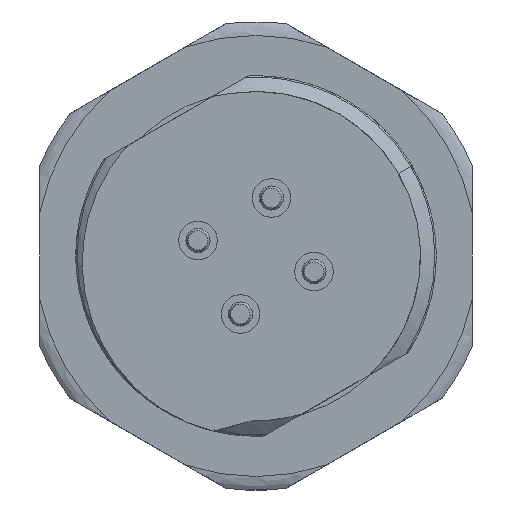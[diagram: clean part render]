
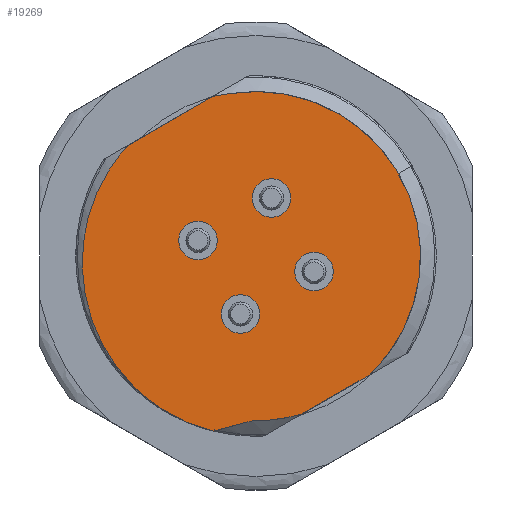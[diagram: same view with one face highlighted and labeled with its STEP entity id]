
A CAD part, front view. The second image highlights one B-rep face of the part: STEP entity #19269.
In plain terms, the highlighted planar face has unit normal (0, -1, 0).
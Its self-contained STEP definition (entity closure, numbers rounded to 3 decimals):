
#6465=CARTESIAN_POINT('',(0.,-7.,0.));
#6466=DIRECTION('',(0.,-1.,0.));
#6467=DIRECTION('',(-0.018,0.,-1.));
#6468=AXIS2_PLACEMENT_3D('',#6465,#6466,#6467);
#6551=CARTESIAN_POINT('',(-1.766,-7.,-7.289));
#6552=CARTESIAN_POINT('',(-1.981,-7.,-7.237));
#6553=CARTESIAN_POINT('',(-2.404,-7.,-7.114));
#6554=CARTESIAN_POINT('',(-3.021,-7.,-6.871));
#6555=CARTESIAN_POINT('',(-3.61,-7.,-6.572));
#6556=CARTESIAN_POINT('',(-4.164,-7.,-6.224));
#6557=CARTESIAN_POINT('',(-4.679,-7.,-5.829));
#6558=CARTESIAN_POINT('',(-4.981,-7.,-5.549));
#6559=CARTESIAN_POINT('',(-5.123,-7.,-5.404));
#6578=CARTESIAN_POINT('',(-5.123,-7.,-5.404));
#6579=CARTESIAN_POINT('',(-5.279,-7.,-5.246));
#6580=CARTESIAN_POINT('',(-5.574,-7.,-4.917));
#6581=CARTESIAN_POINT('',(-5.971,-7.,-4.386));
#6582=CARTESIAN_POINT('',(-6.317,-7.,-3.824));
#6583=CARTESIAN_POINT('',(-6.612,-7.,-3.234));
#6584=CARTESIAN_POINT('',(-6.852,-7.,-2.622));
#6585=CARTESIAN_POINT('',(-7.036,-7.,-1.993));
#6586=CARTESIAN_POINT('',(-7.163,-7.,-1.351));
#6587=CARTESIAN_POINT('',(-7.231,-7.,-0.702));
#6588=CARTESIAN_POINT('',(-7.241,-7.,-0.051));
#6589=CARTESIAN_POINT('',(-7.192,-7.,0.596));
#6590=CARTESIAN_POINT('',(-7.086,-7.,1.236));
#6591=CARTESIAN_POINT('',(-6.923,-7.,1.861));
#6592=CARTESIAN_POINT('',(-6.705,-7.,2.467));
#6593=CARTESIAN_POINT('',(-6.434,-7.,3.051));
#6594=CARTESIAN_POINT('',(-6.112,-7.,3.605));
#6595=CARTESIAN_POINT('',(-5.743,-7.,4.128));
#6596=CARTESIAN_POINT('',(-5.467,-7.,4.451));
#6597=CARTESIAN_POINT('',(-5.322,-7.,4.606));
#6599=DIRECTION('',(0.866,0.,0.5));
#6600=VECTOR('',#6599,4.069);
#6601=CARTESIAN_POINT('',(-5.322,-7.,4.606));
#6602=LINE('',#6601,#6600);
#6603=DIRECTION('',(-0.866,0.,-0.5));
#6604=VECTOR('',#6603,3.286);
#6605=CARTESIAN_POINT('',(4.748,-7.,-4.937));
#6606=LINE('',#6605,#6604);
#6607=DIRECTION('',(-0.966,0.,-0.259));
#6608=VECTOR('',#6607,1.701);
#6609=CARTESIAN_POINT('',(-0.123,-7.,-6.849));
#6610=LINE('',#6609,#6608);
#6611=CARTESIAN_POINT('',(-0.647,-7.,-2.415));
#6612=DIRECTION('',(0.,1.,0.));
#6613=DIRECTION('',(0.5,0.,-0.866));
#6614=AXIS2_PLACEMENT_3D('',#6611,#6612,#6613);
#6616=CARTESIAN_POINT('',(-0.647,-7.,-2.415));
#6617=DIRECTION('',(0.,1.,0.));
#6618=DIRECTION('',(-0.5,0.,0.866));
#6619=AXIS2_PLACEMENT_3D('',#6616,#6617,#6618);
#6621=CARTESIAN_POINT('',(2.415,-7.,-0.647));
#6622=DIRECTION('',(0.,1.,0.));
#6623=DIRECTION('',(0.5,0.,-0.866));
#6624=AXIS2_PLACEMENT_3D('',#6621,#6622,#6623);
#6626=CARTESIAN_POINT('',(2.415,-7.,-0.647));
#6627=DIRECTION('',(0.,1.,0.));
#6628=DIRECTION('',(-0.5,0.,0.866));
#6629=AXIS2_PLACEMENT_3D('',#6626,#6627,#6628);
#6631=CARTESIAN_POINT('',(0.647,-7.,2.415));
#6632=DIRECTION('',(0.,1.,0.));
#6633=DIRECTION('',(0.5,0.,-0.866));
#6634=AXIS2_PLACEMENT_3D('',#6631,#6632,#6633);
#6636=CARTESIAN_POINT('',(0.647,-7.,2.415));
#6637=DIRECTION('',(0.,1.,0.));
#6638=DIRECTION('',(-0.5,0.,0.866));
#6639=AXIS2_PLACEMENT_3D('',#6636,#6637,#6638);
#6641=CARTESIAN_POINT('',(-2.415,-7.,0.647));
#6642=DIRECTION('',(0.,1.,0.));
#6643=DIRECTION('',(0.5,0.,-0.866));
#6644=AXIS2_PLACEMENT_3D('',#6641,#6642,#6643);
#6646=CARTESIAN_POINT('',(-2.415,-7.,0.647));
#6647=DIRECTION('',(0.,1.,0.));
#6648=DIRECTION('',(-0.5,0.,0.866));
#6649=AXIS2_PLACEMENT_3D('',#6646,#6647,#6648);
#6662=CARTESIAN_POINT('',(-1.798,-7.,6.641));
#6663=CARTESIAN_POINT('',(-1.715,-7.,6.66));
#6664=CARTESIAN_POINT('',(-1.548,-7.,6.695));
#6665=CARTESIAN_POINT('',(-1.296,-7.,6.738));
#6666=CARTESIAN_POINT('',(-1.127,-7.,6.761));
#6667=CARTESIAN_POINT('',(-1.042,-7.,6.77));
#7836=CARTESIAN_POINT('',(0.,-7.,0.));
#7837=DIRECTION('',(0.,-1.,0.));
#7838=DIRECTION('',(0.693,0.,-0.721));
#7839=AXIS2_PLACEMENT_3D('',#7836,#7837,#7838);
#7841=CARTESIAN_POINT('',(-1.042,-7.,6.77));
#8610=CARTESIAN_POINT('',(-5.322,-7.,4.606));
#8611=CARTESIAN_POINT('',(-1.798,-7.,6.641));
#8612=VERTEX_POINT('',#8610);
#8613=VERTEX_POINT('',#8611);
#8614=CARTESIAN_POINT('',(4.748,-7.,-4.937));
#8615=CARTESIAN_POINT('',(1.902,-7.,-6.581));
#8616=VERTEX_POINT('',#8614);
#8617=VERTEX_POINT('',#8615);
#8714=VERTEX_POINT('',#7841);
#8720=CARTESIAN_POINT('',(-0.123,-7.,-6.849));
#8721=CARTESIAN_POINT('',(-1.766,-7.,-7.289));
#8722=VERTEX_POINT('',#8720);
#8723=VERTEX_POINT('',#8721);
#8725=VERTEX_POINT('',#6559);
#9100=CARTESIAN_POINT('',(-0.247,-7.,-3.108));
#9101=CARTESIAN_POINT('',(-1.047,-7.,-1.722));
#9102=VERTEX_POINT('',#9100);
#9103=VERTEX_POINT('',#9101);
#9150=CARTESIAN_POINT('',(2.815,-7.,-1.34));
#9151=CARTESIAN_POINT('',(2.015,-7.,0.046));
#9152=VERTEX_POINT('',#9150);
#9153=VERTEX_POINT('',#9151);
#9200=CARTESIAN_POINT('',(1.047,-7.,1.722));
#9201=CARTESIAN_POINT('',(0.247,-7.,3.108));
#9202=VERTEX_POINT('',#9200);
#9203=VERTEX_POINT('',#9201);
#9250=CARTESIAN_POINT('',(-2.015,-7.,-0.046));
#9251=CARTESIAN_POINT('',(-2.815,-7.,1.34));
#9252=VERTEX_POINT('',#9250);
#9253=VERTEX_POINT('',#9251);
#19226=CARTESIAN_POINT('',(0.,-7.,0.));
#19227=DIRECTION('',(0.,-1.,0.));
#19228=DIRECTION('',(0.866,0.,0.5));
#19229=AXIS2_PLACEMENT_3D('',#19226,#19227,#19228);
#19230=PLANE('',#19229);
#19231=ORIENTED_EDGE('',*,*,#18270,.T.);
#19233=ORIENTED_EDGE('',*,*,#19232,.T.);
#19235=ORIENTED_EDGE('',*,*,#19234,.F.);
#19237=ORIENTED_EDGE('',*,*,#19236,.T.);
#19238=ORIENTED_EDGE('',*,*,#18974,.F.);
#19240=ORIENTED_EDGE('',*,*,#19239,.T.);
#19241=ORIENTED_EDGE('',*,*,#19166,.T.);
#19242=ORIENTED_EDGE('',*,*,#19220,.T.);
#19243=EDGE_LOOP('',(#19231,#19233,#19235,#19237,#19238,#19240,#19241,#19242));
#19244=FACE_OUTER_BOUND('',#19243,.F.);
#19246=ORIENTED_EDGE('',*,*,#19245,.F.);
#19248=ORIENTED_EDGE('',*,*,#19247,.F.);
#19249=EDGE_LOOP('',(#19246,#19248));
#19250=FACE_BOUND('',#19249,.F.);
#19252=ORIENTED_EDGE('',*,*,#19251,.F.);
#19254=ORIENTED_EDGE('',*,*,#19253,.F.);
#19255=EDGE_LOOP('',(#19252,#19254));
#19256=FACE_BOUND('',#19255,.F.);
#19258=ORIENTED_EDGE('',*,*,#19257,.F.);
#19260=ORIENTED_EDGE('',*,*,#19259,.F.);
#19261=EDGE_LOOP('',(#19258,#19260));
#19262=FACE_BOUND('',#19261,.F.);
#19264=ORIENTED_EDGE('',*,*,#19263,.F.);
#19266=ORIENTED_EDGE('',*,*,#19265,.F.);
#19267=EDGE_LOOP('',(#19264,#19266));
#19268=FACE_BOUND('',#19267,.F.);
#6469=CIRCLE('',#6468,6.85);
#6560=B_SPLINE_CURVE_WITH_KNOTS('',3,(#6551,#6552,#6553,#6554,#6555,#6556,#6557,
#6558,#6559),.UNSPECIFIED.,.F.,.F.,(4,1,1,1,1,1,4),(0.,0.167,
0.333,0.5,0.667,0.833,1.),
.UNSPECIFIED.);
#6598=B_SPLINE_CURVE_WITH_KNOTS('',3,(#6578,#6579,#6580,#6581,#6582,#6583,#6584,
#6585,#6586,#6587,#6588,#6589,#6590,#6591,#6592,#6593,#6594,#6595,#6596,#6597),
.UNSPECIFIED.,.F.,.F.,(4,1,1,1,1,1,1,1,1,1,1,1,1,1,1,1,1,4),(0.,
0.059,0.118,0.176,0.235,
0.294,0.353,0.412,0.471,
0.529,0.588,0.647,0.706,
0.765,0.824,0.882,0.941,1.),
.UNSPECIFIED.);
#6615=CIRCLE('',#6614,0.8);
#6620=CIRCLE('',#6619,0.8);
#6625=CIRCLE('',#6624,0.8);
#6630=CIRCLE('',#6629,0.8);
#6635=CIRCLE('',#6634,0.8);
#6640=CIRCLE('',#6639,0.8);
#6645=CIRCLE('',#6644,0.8);
#6650=CIRCLE('',#6649,0.8);
#6668=B_SPLINE_CURVE_WITH_KNOTS('',3,(#6662,#6663,#6664,#6665,#6666,#6667),
.UNSPECIFIED.,.F.,.F.,(4,1,1,4),(0.,0.333,0.667,1.),
.UNSPECIFIED.);
#7840=CIRCLE('',#7839,6.85);
#18270=EDGE_CURVE('',#8612,#8613,#6602,.T.);
#18974=EDGE_CURVE('',#8722,#8617,#6469,.T.);
#19166=EDGE_CURVE('',#8723,#8725,#6560,.T.);
#19220=EDGE_CURVE('',#8725,#8612,#6598,.T.);
#19232=EDGE_CURVE('',#8613,#8714,#6668,.T.);
#19234=EDGE_CURVE('',#8616,#8714,#7840,.T.);
#19236=EDGE_CURVE('',#8616,#8617,#6606,.T.);
#19239=EDGE_CURVE('',#8722,#8723,#6610,.T.);
#19245=EDGE_CURVE('',#9102,#9103,#6615,.T.);
#19247=EDGE_CURVE('',#9103,#9102,#6620,.T.);
#19251=EDGE_CURVE('',#9152,#9153,#6625,.T.);
#19253=EDGE_CURVE('',#9153,#9152,#6630,.T.);
#19257=EDGE_CURVE('',#9202,#9203,#6635,.T.);
#19259=EDGE_CURVE('',#9203,#9202,#6640,.T.);
#19263=EDGE_CURVE('',#9252,#9253,#6645,.T.);
#19265=EDGE_CURVE('',#9253,#9252,#6650,.T.);
#19269=ADVANCED_FACE('',(#19244,#19250,#19256,#19262,#19268),#19230,.T.);
